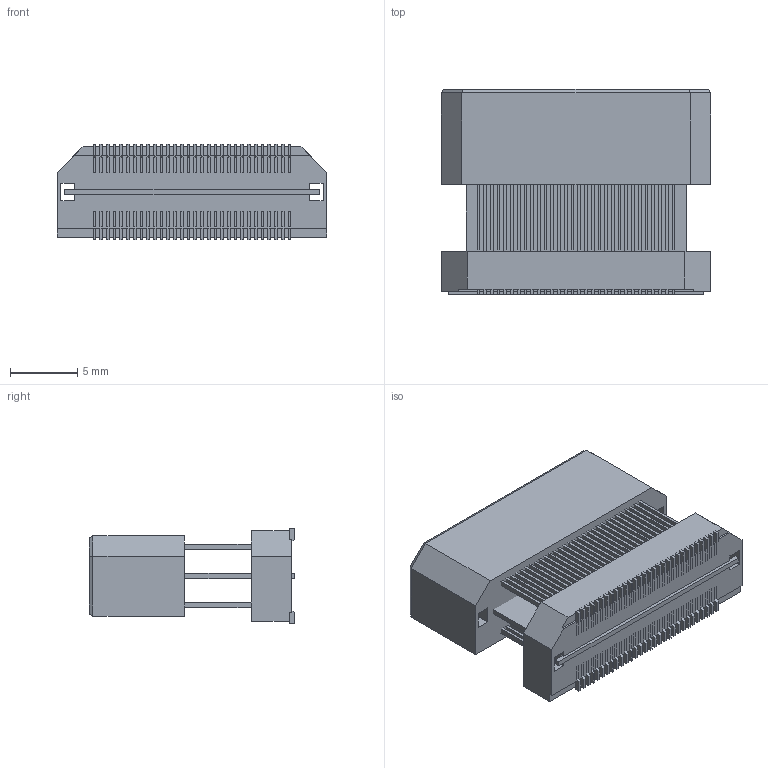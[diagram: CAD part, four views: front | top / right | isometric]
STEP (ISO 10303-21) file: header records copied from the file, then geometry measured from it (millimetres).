
FILE_DESCRIPTION( ( 'STEP AP214' ), '1' );
FILE_NAME( 'QTH-030-04-F-D.stp', '2019-10-10T11:40:13', ( '' ), ( '' ), ' ', 'PARTsolutions', ' ' );
FILE_SCHEMA( ( 'AUTOMOTIVE_DESIGN { 1 0 10303 214 1 1 1 1 }' ) );
Length unit declared in the file: inch
Products named in the file (5): QTH-030-04-F-D; _TQTH-030-04-F-D_terminal; _T-1S60-04(-030-04-D)_pin; _T-1G1-04_imp; _LTQTH-030-04-F-D_lower_terminal
Assembly tree (4 placements, depth 2):
  QTH-030-04-F-D
    _TQTH-030-04-F-D_terminal
    _T-1S60-04(-030-04-D)_pin
    _T-1G1-04_imp
    _LTQTH-030-04-F-D_lower_terminal
Bounding box: 20.02 x 15.24 x 7.11 mm (x, y, z)
Volume: 1177.5 mm3; surface area: 3143.9 mm2
Topology: 4 solids, 4 shells, 1586 faces, 4724 edges, 3146 vertices
Faces by surface type: plane 1524, cylinder 62
Entity records: 64986 total; most frequent: CARTESIAN_POINT 9461, ORIENTED_EDGE 9448, DIRECTION 8034, EDGE_CURVE 4724, LINE 4596, VECTOR 4596, VERTEX_POINT 3146, AXIS2_PLACEMENT_3D 1719
